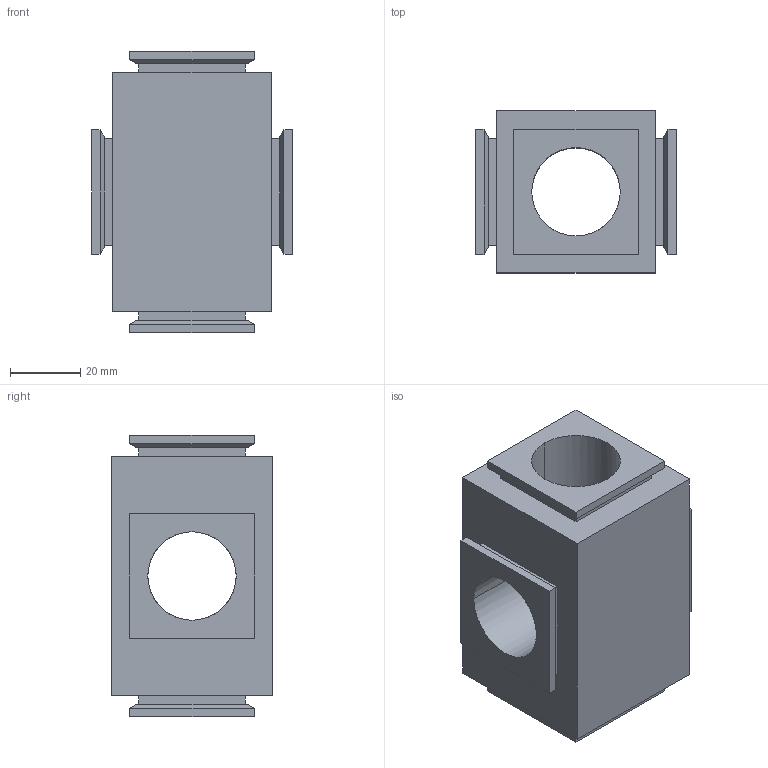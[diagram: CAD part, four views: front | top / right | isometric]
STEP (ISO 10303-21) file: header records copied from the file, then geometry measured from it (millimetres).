
FILE_DESCRIPTION (( 'STEP AP214' ), '1' );
FILE_NAME ('Norgren-4328-52.STEP', '2020-12-04T17:41:56', ( '' ), ( '' ), 'SwSTEP 2.0', 'SolidWorks 2020', '' );
FILE_SCHEMA (( 'AUTOMOTIVE_DESIGN' ));
Length unit declared in the file: millimetre
Products named in the file (2): Norgren-4328-52; 4328_52
Assembly tree (1 placements, depth 2):
  Norgren-4328-52
    4328_52
Bounding box: 57 x 46 x 80 mm (x, y, z)
Volume: 109613 mm3; surface area: 28315.2 mm2
Topology: 1 solids, 1 shells, 70 faces, 160 edges, 98 vertices
Faces by surface type: plane 62, cylinder 8
Entity records: 2752 total; most frequent: CARTESIAN_POINT 344, ORIENTED_EDGE 320, DIRECTION 312, EDGE_CURVE 160, VECTOR 148, LINE 148, VERTEX_POINT 98, EDGE_LOOP 82
